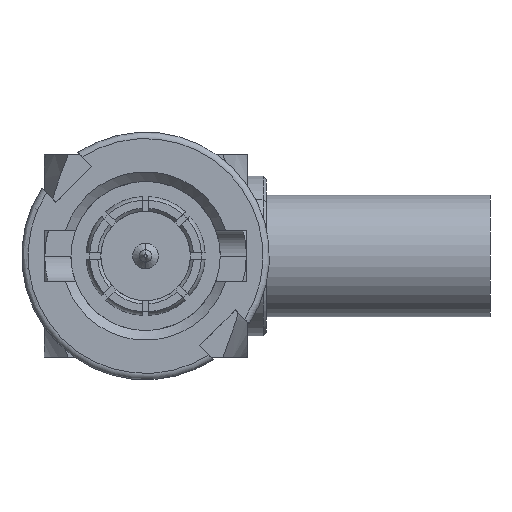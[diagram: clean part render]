
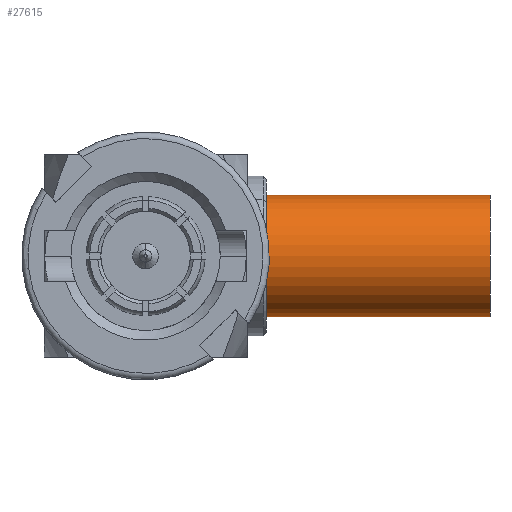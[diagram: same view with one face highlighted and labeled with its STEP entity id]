
A CAD part, left-side view. The second image highlights one B-rep face of the part: STEP entity #27615.
In plain terms, the highlighted cylindrical face has radius 1.9 mm (diameter 3.8 mm), a partial arc.
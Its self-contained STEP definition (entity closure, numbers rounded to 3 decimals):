
#12446=CARTESIAN_POINT('',(-2.925,-3.775,0.));
#12447=DIRECTION('',(0.,1.,0.));
#12448=DIRECTION('',(0.,0.,-1.));
#12449=AXIS2_PLACEMENT_3D('',#12446,#12447,#12448);
#12456=DIRECTION('',(0.,1.,0.));
#12457=VECTOR('',#12456,7.);
#12458=CARTESIAN_POINT('',(-2.925,-10.775,-1.9));
#12459=LINE('',#12458,#12457);
#12460=DIRECTION('',(0.,1.,0.));
#12461=VECTOR('',#12460,7.);
#12462=CARTESIAN_POINT('',(-2.925,-10.775,1.9));
#12463=LINE('',#12462,#12461);
#12464=CARTESIAN_POINT('',(-2.925,-10.775,0.));
#12465=DIRECTION('',(0.,1.,0.));
#12466=DIRECTION('',(0.,0.,-1.));
#12467=AXIS2_PLACEMENT_3D('',#12464,#12465,#12466);
#13020=CARTESIAN_POINT('',(-2.925,-10.775,-1.9));
#13021=CARTESIAN_POINT('',(-2.925,-10.775,1.9));
#13022=VERTEX_POINT('',#13020);
#13023=VERTEX_POINT('',#13021);
#13028=CARTESIAN_POINT('',(-2.925,-3.775,-1.9));
#13029=CARTESIAN_POINT('',(-2.925,-3.775,1.9));
#13030=VERTEX_POINT('',#13028);
#13031=VERTEX_POINT('',#13029);
#27601=CARTESIAN_POINT('',(-2.925,-10.775,0.));
#27602=DIRECTION('',(0.,1.,0.));
#27603=DIRECTION('',(0.,0.,-1.));
#27604=AXIS2_PLACEMENT_3D('',#27601,#27602,#27603);
#27605=CYLINDRICAL_SURFACE('',#27604,1.9);
#27606=ORIENTED_EDGE('',*,*,#27594,.T.);
#27608=ORIENTED_EDGE('',*,*,#27607,.F.);
#27610=ORIENTED_EDGE('',*,*,#27609,.F.);
#27612=ORIENTED_EDGE('',*,*,#27611,.T.);
#27613=EDGE_LOOP('',(#27606,#27608,#27610,#27612));
#27614=FACE_OUTER_BOUND('',#27613,.F.);
#27615=ADVANCED_FACE('',(#27614),#27605,.T.);
#12450=CIRCLE('',#12449,1.9);
#12468=CIRCLE('',#12467,1.9);
#27594=EDGE_CURVE('',#13030,#13031,#12450,.T.);
#27607=EDGE_CURVE('',#13023,#13031,#12463,.T.);
#27609=EDGE_CURVE('',#13022,#13023,#12468,.T.);
#27611=EDGE_CURVE('',#13022,#13030,#12459,.T.);
